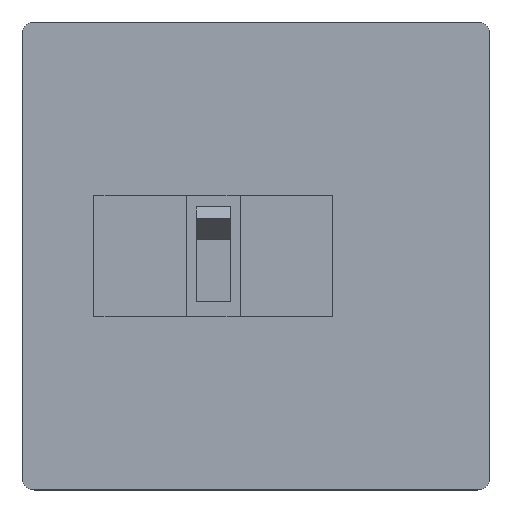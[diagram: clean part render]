
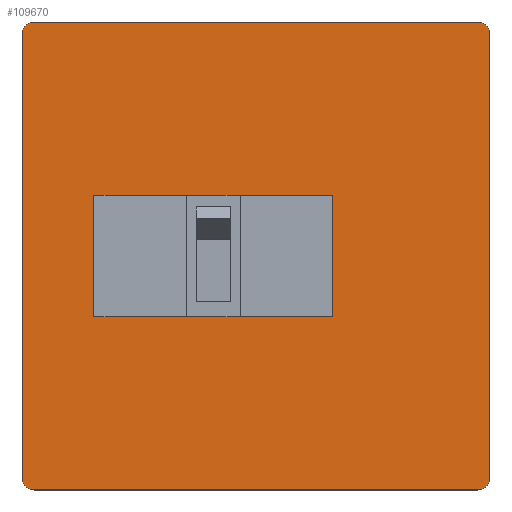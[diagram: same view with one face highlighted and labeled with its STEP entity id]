
A CAD part, top view. The second image highlights one B-rep face of the part: STEP entity #109670.
In plain terms, the highlighted planar face has unit normal (0, 0, 1).
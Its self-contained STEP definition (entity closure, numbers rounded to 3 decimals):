
#52290=CARTESIAN_POINT('',(206.,446.415,-2.));
#52300=DIRECTION('',(0.,-1.,0.));
#52310=VECTOR('',#52300,1.);
#52320=LINE('',#52290,#52310);
#52330=CARTESIAN_POINT('',(206.,441.415,-2.));
#52340=VERTEX_POINT('',#52330);
#52350=CARTESIAN_POINT('',(206.,259.415,-2.));
#52360=VERTEX_POINT('',#52350);
#52370=EDGE_CURVE('',#52340,#52360,#52320,.T.);
#52690=CARTESIAN_POINT('',(201.,441.415,-2.));
#52700=DIRECTION('',(0.,0.,-1.));
#52710=DIRECTION('',(-1.,0.,0.));
#52720=AXIS2_PLACEMENT_3D('',#52690,#52700,#52710);
#52730=CIRCLE('',#52720,5.);
#52740=CARTESIAN_POINT('',(201.,446.415,-2.));
#52750=VERTEX_POINT('',#52740);
#52760=EDGE_CURVE('',#52750,#52340,#52730,.T.);
#53150=CARTESIAN_POINT('',(201.,254.415,-2.));
#53160=VERTEX_POINT('',#53150);
#53190=CARTESIAN_POINT('',(201.,259.415,-2.));
#53200=DIRECTION('',(0.,0.,1.));
#53210=DIRECTION('',(1.,0.,0.));
#53220=AXIS2_PLACEMENT_3D('',#53190,#53200,#53210);
#53230=CIRCLE('',#53220,5.);
#53240=EDGE_CURVE('',#53160,#52360,#53230,.T.);
#108070=CARTESIAN_POINT('',(14.,0.,-2.));
#108080=DIRECTION('',(0.,-1.,0.));
#108090=VECTOR('',#108080,1.);
#108100=LINE('',#108070,#108090);
#108110=CARTESIAN_POINT('',(14.,441.415,-2.));
#108120=VERTEX_POINT('',#108110);
#108130=CARTESIAN_POINT('',(14.,259.415,-2.));
#108140=VERTEX_POINT('',#108130);
#108150=EDGE_CURVE('',#108120,#108140,#108100,.T.);
#108470=CARTESIAN_POINT('',(19.,259.415,-2.));
#108480=DIRECTION('',(0.,0.,1.));
#108490=DIRECTION('',(1.,0.,0.));
#108500=AXIS2_PLACEMENT_3D('',#108470,#108480,#108490);
#108510=CIRCLE('',#108500,5.);
#108520=CARTESIAN_POINT('',(19.,254.415,-2.));
#108530=VERTEX_POINT('',#108520);
#108540=EDGE_CURVE('',#108140,#108530,#108510,.T.);
#108930=CARTESIAN_POINT('',(19.,446.415,-2.));
#108940=VERTEX_POINT('',#108930);
#108970=CARTESIAN_POINT('',(19.,441.415,-2.));
#108980=DIRECTION('',(0.,0.,-1.));
#108990=DIRECTION('',(-1.,0.,0.));
#109000=AXIS2_PLACEMENT_3D('',#108970,#108980,#108990);
#109010=CIRCLE('',#109000,5.);
#109020=EDGE_CURVE('',#108120,#108940,#109010,.T.);
#109080=CARTESIAN_POINT('',(167.,254.415,-2.));
#109090=DIRECTION('',(-0.,-0.,-1.));
#109100=DIRECTION('',(0.,-1.,0.));
#109110=AXIS2_PLACEMENT_3D('',#109080,#109090,#109100);
#109120=PLANE('',#109110);
#109130=CARTESIAN_POINT('',(0.,325.415,-2.));
#109140=DIRECTION('',(-1.,0.,0.));
#109150=VECTOR('',#109140,1.);
#109160=LINE('',#109130,#109150);
#109170=CARTESIAN_POINT('',(141.5,325.415,-2.));
#109180=VERTEX_POINT('',#109170);
#109190=CARTESIAN_POINT('',(43.5,325.415,-2.));
#109200=VERTEX_POINT('',#109190);
#109210=EDGE_CURVE('',#109180,#109200,#109160,.T.);
#109220=ORIENTED_EDGE('',*,*,#109210,.T.);
#109230=CARTESIAN_POINT('',(141.5,0.,-2.));
#109240=DIRECTION('',(0.,-1.,0.));
#109250=VECTOR('',#109240,1.);
#109260=LINE('',#109230,#109250);
#109270=CARTESIAN_POINT('',(141.5,375.415,-2.));
#109280=VERTEX_POINT('',#109270);
#109290=EDGE_CURVE('',#109280,#109180,#109260,.T.);
#109300=ORIENTED_EDGE('',*,*,#109290,.T.);
#109310=CARTESIAN_POINT('',(0.,375.415,-2.));
#109320=DIRECTION('',(-1.,0.,0.));
#109330=VECTOR('',#109320,1.);
#109340=LINE('',#109310,#109330);
#109350=CARTESIAN_POINT('',(43.5,375.415,-2.));
#109360=VERTEX_POINT('',#109350);
#109370=EDGE_CURVE('',#109280,#109360,#109340,.T.);
#109380=ORIENTED_EDGE('',*,*,#109370,.F.);
#109390=CARTESIAN_POINT('',(43.5,0.,-2.));
#109400=DIRECTION('',(0.,1.,0.));
#109410=VECTOR('',#109400,1.);
#109420=LINE('',#109390,#109410);
#109430=EDGE_CURVE('',#109200,#109360,#109420,.T.);
#109440=ORIENTED_EDGE('',*,*,#109430,.T.);
#109450=EDGE_LOOP('',(#109440,#109380,#109300,#109220));
#109460=FACE_BOUND('',#109450,.T.);
#109470=ORIENTED_EDGE('',*,*,#109020,.F.);
#109480=CARTESIAN_POINT('',(0.,446.415,-2.));
#109490=DIRECTION('',(-1.,0.,0.));
#109500=VECTOR('',#109490,1.);
#109510=LINE('',#109480,#109500);
#109520=EDGE_CURVE('',#52750,#108940,#109510,.T.);
#109530=ORIENTED_EDGE('',*,*,#109520,.T.);
#109540=ORIENTED_EDGE('',*,*,#52760,.F.);
#109550=ORIENTED_EDGE('',*,*,#52370,.F.);
#109560=ORIENTED_EDGE('',*,*,#53240,.T.);
#109570=CARTESIAN_POINT('',(0.,254.415,-2.));
#109580=DIRECTION('',(-1.,0.,0.));
#109590=VECTOR('',#109580,1.);
#109600=LINE('',#109570,#109590);
#109610=EDGE_CURVE('',#53160,#108530,#109600,.T.);
#109620=ORIENTED_EDGE('',*,*,#109610,.F.);
#109630=ORIENTED_EDGE('',*,*,#108540,.T.);
#109640=ORIENTED_EDGE('',*,*,#108150,.T.);
#109650=EDGE_LOOP('',(#109640,#109630,#109620,#109560,#109550,#109540,
#109530,#109470));
#109660=FACE_OUTER_BOUND('',#109650,.T.);
#109670=ADVANCED_FACE('',(#109460,#109660),#109120,.F.);
